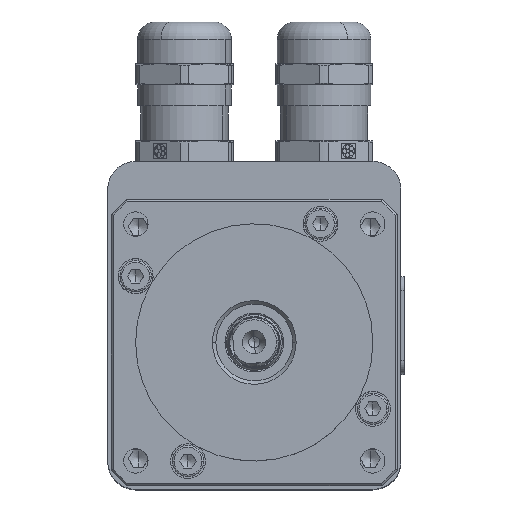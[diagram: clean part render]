
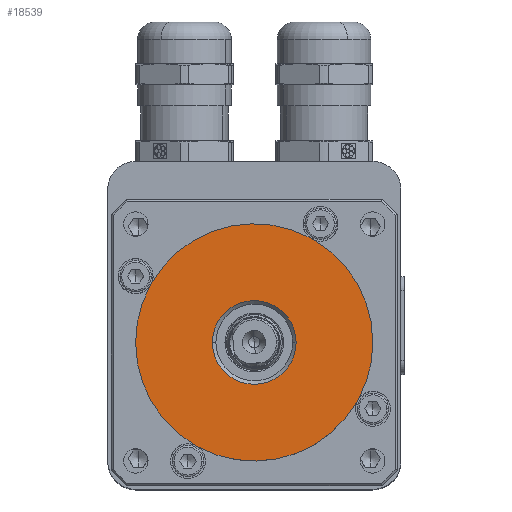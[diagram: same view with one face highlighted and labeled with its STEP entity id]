
A CAD part, top view. The second image highlights one B-rep face of the part: STEP entity #18539.
In plain terms, the highlighted planar face has unit normal (0, 0, 1).
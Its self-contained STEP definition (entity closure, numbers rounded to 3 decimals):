
#1773=CARTESIAN_POINT('',(8.,15.,31.));
#1774=VERTEX_POINT('',#1773);
#1781=CARTESIAN_POINT('',(8.583,14.674,31.));
#1782=VERTEX_POINT('',#1781);
#1783=CARTESIAN_POINT('',(9.5,17.,31.));
#1784=DIRECTION('',(0.0,0.0,-1.0));
#1785=DIRECTION('',(1.0,0.0,0.0));
#1786=AXIS2_PLACEMENT_3D('',#1783,#1784,#1785);
#1787=CIRCLE('',#1786,2.5);
#1788=EDGE_CURVE('',#1782,#1774,#1787,.T.);
#1996=CARTESIAN_POINT('',(-15.,8.,31.));
#1997=VERTEX_POINT('',#1996);
#2004=CARTESIAN_POINT('',(-14.674,8.583,31.));
#2005=VERTEX_POINT('',#2004);
#2006=CARTESIAN_POINT('',(-17.,9.5,31.));
#2007=DIRECTION('',(0.0,0.0,-1.0));
#2008=DIRECTION('',(1.0,0.0,0.0));
#2009=AXIS2_PLACEMENT_3D('',#2006,#2007,#2008);
#2010=CIRCLE('',#2009,2.5);
#2011=EDGE_CURVE('',#2005,#1997,#2010,.T.);
#2038=CARTESIAN_POINT('',(-17.0,0.,31.));
#2039=VERTEX_POINT('',#2038);
#2055=CARTESIAN_POINT('',(-8.583,-14.674,31.));
#2056=VERTEX_POINT('',#2055);
#2063=CARTESIAN_POINT('',(0.0,0.0,31.));
#2064=DIRECTION('',(0.0,0.0,-1.0));
#2065=DIRECTION('',(-1.0,0.0,0.0));
#2066=AXIS2_PLACEMENT_3D('',#2063,#2064,#2065);
#2067=CIRCLE('',#2066,17.0);
#2068=EDGE_CURVE('',#2056,#2039,#2067,.T.);
#2078=CARTESIAN_POINT('',(17.0,0.,31.));
#2079=VERTEX_POINT('',#2078);
#2088=CARTESIAN_POINT('',(15.,-8.,31.));
#2089=VERTEX_POINT('',#2088);
#2090=CARTESIAN_POINT('',(0.0,0.0,31.));
#2091=DIRECTION('',(0.0,0.0,-1.0));
#2092=DIRECTION('',(-1.0,0.0,0.0));
#2093=AXIS2_PLACEMENT_3D('',#2090,#2091,#2092);
#2094=CIRCLE('',#2093,17.0);
#2095=EDGE_CURVE('',#2079,#2089,#2094,.T.);
#2290=CARTESIAN_POINT('',(-6.,0.,31.));
#2291=VERTEX_POINT('',#2290);
#2307=CARTESIAN_POINT('',(6.,0.,31.));
#2308=VERTEX_POINT('',#2307);
#2315=CARTESIAN_POINT('',(0.0,0.0,31.));
#2316=DIRECTION('',(0.0,0.0,1.0));
#2317=DIRECTION('',(-1.0,0.0,0.0));
#2318=AXIS2_PLACEMENT_3D('',#2315,#2316,#2317);
#2319=CIRCLE('',#2318,6.);
#2320=EDGE_CURVE('',#2308,#2291,#2319,.T.);
#18468=CARTESIAN_POINT('',(0.0,0.0,31.));
#18469=DIRECTION('',(0.0,0.0,-1.0));
#18470=DIRECTION('',(-1.0,0.0,0.0));
#18471=AXIS2_PLACEMENT_3D('',#18468,#18469,#18470);
#18472=CIRCLE('',#18471,17.0);
#18473=EDGE_CURVE('',#2005,#1774,#18472,.T.);
#18478=CARTESIAN_POINT('',(0.0,0.0,31.));
#18479=DIRECTION('',(0.0,0.0,-1.0));
#18480=DIRECTION('',(-1.0,0.0,0.0));
#18481=AXIS2_PLACEMENT_3D('',#18478,#18479,#18480);
#18482=PLANE('',#18481);
#18483=ORIENTED_EDGE('',*,*,#1788,.T.);
#18484=ORIENTED_EDGE('',*,*,#18473,.F.);
#18485=ORIENTED_EDGE('',*,*,#2011,.T.);
#18486=CARTESIAN_POINT('',(0.0,0.0,31.));
#18487=DIRECTION('',(0.0,0.0,-1.0));
#18488=DIRECTION('',(-1.0,0.0,0.0));
#18489=AXIS2_PLACEMENT_3D('',#18486,#18487,#18488);
#18490=CIRCLE('',#18489,17.0);
#18491=EDGE_CURVE('',#2039,#1997,#18490,.T.);
#18492=ORIENTED_EDGE('',*,*,#18491,.F.);
#18493=ORIENTED_EDGE('',*,*,#2068,.F.);
#18494=CARTESIAN_POINT('',(-8.,-15.,31.));
#18495=VERTEX_POINT('',#18494);
#18496=CARTESIAN_POINT('',(-9.5,-17.,31.));
#18497=DIRECTION('',(0.0,0.0,-1.0));
#18498=DIRECTION('',(1.0,0.0,0.0));
#18499=AXIS2_PLACEMENT_3D('',#18496,#18497,#18498);
#18500=CIRCLE('',#18499,2.5);
#18501=EDGE_CURVE('',#2056,#18495,#18500,.T.);
#18502=ORIENTED_EDGE('',*,*,#18501,.T.);
#18503=CARTESIAN_POINT('',(14.674,-8.583,31.));
#18504=VERTEX_POINT('',#18503);
#18505=CARTESIAN_POINT('',(0.0,0.0,31.));
#18506=DIRECTION('',(0.0,0.0,-1.0));
#18507=DIRECTION('',(-1.0,0.0,0.0));
#18508=AXIS2_PLACEMENT_3D('',#18505,#18506,#18507);
#18509=CIRCLE('',#18508,17.0);
#18510=EDGE_CURVE('',#18504,#18495,#18509,.T.);
#18511=ORIENTED_EDGE('',*,*,#18510,.F.);
#18512=CARTESIAN_POINT('',(17.,-9.5,31.));
#18513=DIRECTION('',(0.0,0.0,-1.0));
#18514=DIRECTION('',(1.0,0.0,0.0));
#18515=AXIS2_PLACEMENT_3D('',#18512,#18513,#18514);
#18516=CIRCLE('',#18515,2.5);
#18517=EDGE_CURVE('',#18504,#2089,#18516,.T.);
#18518=ORIENTED_EDGE('',*,*,#18517,.T.);
#18519=ORIENTED_EDGE('',*,*,#2095,.F.);
#18520=CARTESIAN_POINT('',(0.0,0.0,31.));
#18521=DIRECTION('',(0.0,0.0,-1.0));
#18522=DIRECTION('',(-1.0,0.0,0.0));
#18523=AXIS2_PLACEMENT_3D('',#18520,#18521,#18522);
#18524=CIRCLE('',#18523,17.0);
#18525=EDGE_CURVE('',#1782,#2079,#18524,.T.);
#18526=ORIENTED_EDGE('',*,*,#18525,.F.);
#18527=EDGE_LOOP('',(#18483,#18484,#18485,#18492,#18493,#18502,#18511,#18518,#18519,#18526));
#18528=FACE_OUTER_BOUND('',#18527,.T.);
#18529=ORIENTED_EDGE('',*,*,#2320,.F.);
#18530=CARTESIAN_POINT('',(0.0,0.0,31.));
#18531=DIRECTION('',(0.0,0.0,1.0));
#18532=DIRECTION('',(-1.0,0.0,0.0));
#18533=AXIS2_PLACEMENT_3D('',#18530,#18531,#18532);
#18534=CIRCLE('',#18533,6.);
#18535=EDGE_CURVE('',#2291,#2308,#18534,.T.);
#18536=ORIENTED_EDGE('',*,*,#18535,.F.);
#18537=EDGE_LOOP('',(#18529,#18536));
#18538=FACE_BOUND('',#18537,.T.);
#18539=ADVANCED_FACE('',(#18528,#18538),#18482,.F.);
